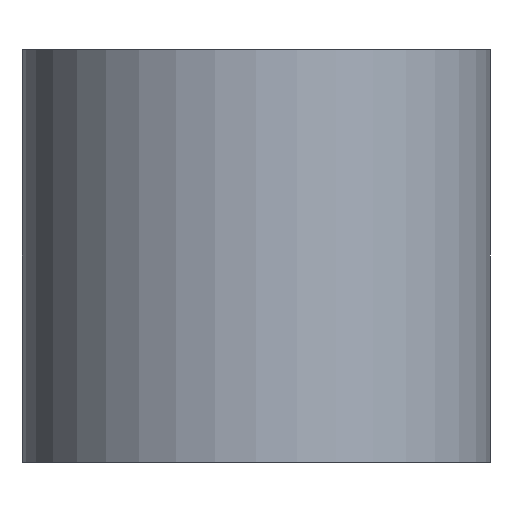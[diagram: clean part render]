
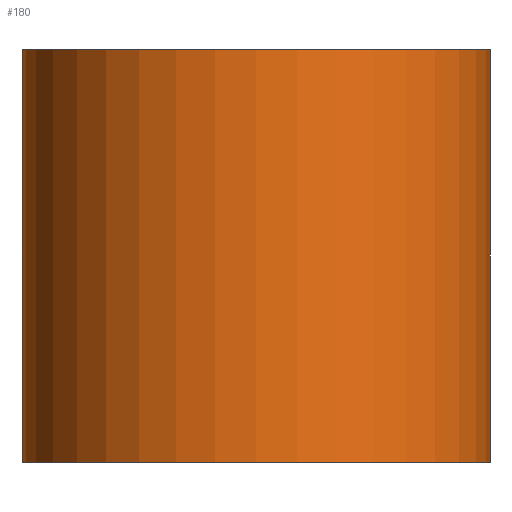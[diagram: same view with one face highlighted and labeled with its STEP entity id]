
A CAD part, left-side view. The second image highlights one B-rep face of the part: STEP entity #180.
In plain terms, the highlighted cylindrical face has radius 170 mm (diameter 340 mm), a partial arc.
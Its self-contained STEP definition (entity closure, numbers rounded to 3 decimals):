
#40=FACE_OUTER_BOUND('',#50,.T.);
#50=EDGE_LOOP('',(#149,#150,#151,#152));
#59=LINE('',#283,#67);
#64=LINE('',#450,#72);
#67=VECTOR('',#227,10.);
#72=VECTOR('',#238,10.);
#79=CIRCLE('',#207,170.);
#80=CIRCLE('',#208,170.);
#85=VERTEX_POINT('',#274);
#87=VERTEX_POINT('',#282);
#95=VERTEX_POINT('',#436);
#96=VERTEX_POINT('',#443);
#104=EDGE_CURVE('',#85,#87,#59,.T.);
#118=EDGE_CURVE('',#95,#96,#64,.T.);
#119=EDGE_CURVE('',#85,#95,#79,.T.);
#120=EDGE_CURVE('',#87,#96,#80,.T.);
#149=ORIENTED_EDGE('',*,*,#119,.T.);
#150=ORIENTED_EDGE('',*,*,#118,.T.);
#151=ORIENTED_EDGE('',*,*,#120,.F.);
#152=ORIENTED_EDGE('',*,*,#104,.F.);
#172=CYLINDRICAL_SURFACE('',#206,170.);
#180=ADVANCED_FACE('',(#40),#172,.T.);
#206=AXIS2_PLACEMENT_3D('',#451,#239,#240);
#207=AXIS2_PLACEMENT_3D('',#452,#241,#242);
#208=AXIS2_PLACEMENT_3D('',#453,#243,#244);
#227=DIRECTION('',(0.,0.,1.));
#238=DIRECTION('',(0.,0.,1.));
#239=DIRECTION('center_axis',(0.,0.,1.));
#240=DIRECTION('ref_axis',(-1.,0.,0.));
#241=DIRECTION('center_axis',(0.,0.,1.));
#242=DIRECTION('ref_axis',(0.087,0.996,0.));
#243=DIRECTION('center_axis',(0.,0.,1.));
#244=DIRECTION('ref_axis',(0.087,0.996,0.));
#274=CARTESIAN_POINT('',(0.,170.,0.));
#282=CARTESIAN_POINT('',(0.,170.,300.));
#283=CARTESIAN_POINT('',(0.,170.,0.));
#436=CARTESIAN_POINT('',(0.,-170.,0.));
#443=CARTESIAN_POINT('',(0.,-170.,300.));
#450=CARTESIAN_POINT('',(0.,-170.,0.));
#451=CARTESIAN_POINT('Origin',(0.,0.,0.));
#452=CARTESIAN_POINT('Origin',(0.,0.,0.));
#453=CARTESIAN_POINT('Origin',(0.,0.,300.));
